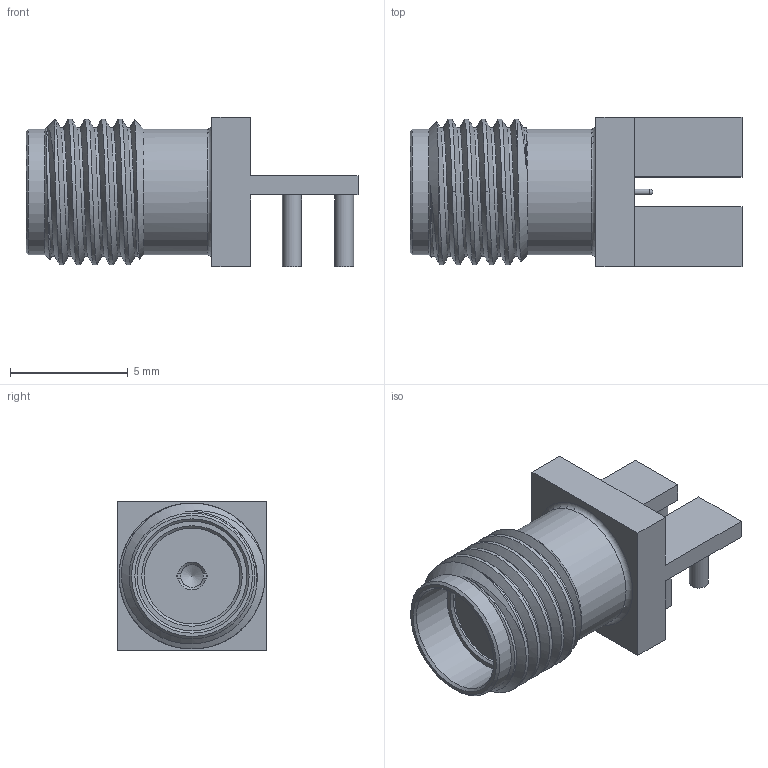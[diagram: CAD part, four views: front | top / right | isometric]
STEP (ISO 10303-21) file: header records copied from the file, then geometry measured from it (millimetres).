
FILE_DESCRIPTION(/* description */ (''),/* implementation_level */ '2;1');
FILE_NAME(/* name */ 'Amphenol 901-10510-1.step',/* time_stamp */ '2024-03-17T19:18:09Z',/* author */ (''),/* organization */ (''),/* preprocessor_version */ 'ST-DEVELOPER v20',/* originating_system */ 'Autodesk Translation Framework v12.20.1.177',/* authorisation */ '');
FILE_SCHEMA (('AUTOMOTIVE_DESIGN { 1 0 10303 214 3 1 1 }'));
Length unit declared in the file: millimetre
Products named in the file (1): Amphenol 901-10510-1
Bounding box: 14.08 x 6.35 x 6.35 mm (x, y, z)
Volume: 247.4 mm3; surface area: 434.3 mm2
Topology: 1 solids, 1 shells, 68 faces, 175 edges, 116 vertices
Faces by surface type: plane 29, cylinder 20, bspline 9, cone 8, torus 1, sphere 1
Full cylindrical faces by diameter (mm): 0.25 x1, 0.81 x4, 0.97 x1, 4.06 x1, 4.65 x1, 5.334 x2, 6.19 x4
Entity records: 6455 total; most frequent: CARTESIAN_POINT 4802, ORIENTED_EDGE 346, DIRECTION 305, EDGE_CURVE 173, VERTEX_POINT 116, AXIS2_PLACEMENT_3D 109, LINE 87, VECTOR 87
